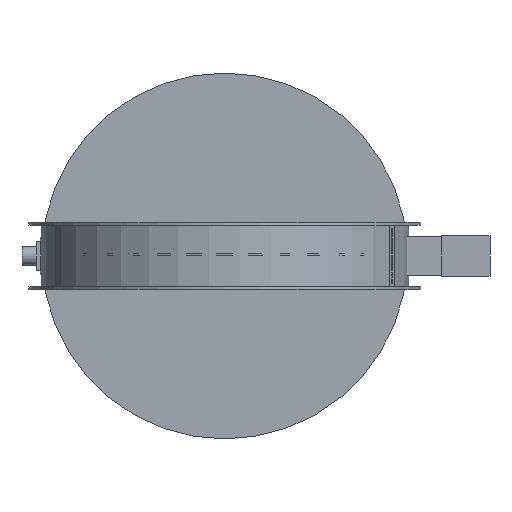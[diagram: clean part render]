
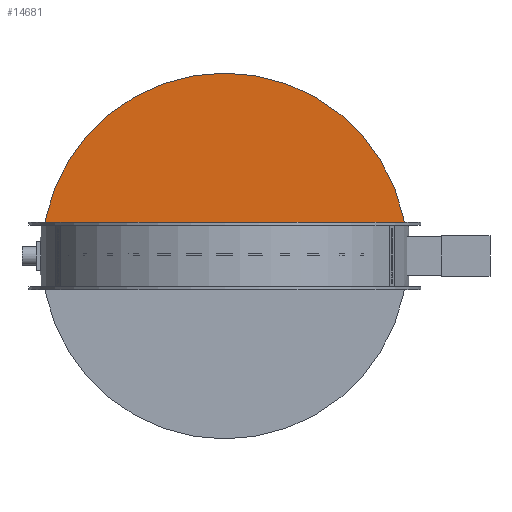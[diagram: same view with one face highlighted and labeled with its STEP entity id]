
A CAD part, front view. The second image highlights one B-rep face of the part: STEP entity #14681.
In plain terms, the highlighted planar face has unit normal (0, -1, 0).
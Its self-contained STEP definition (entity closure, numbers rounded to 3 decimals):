
#258=CIRCLE('',#15395,950.);
#1070=PLANE('',#15394);
#1686=FACE_OUTER_BOUND('',#2592,.T.);
#2592=EDGE_LOOP('',(#12495,#12496));
#4045=LINE('',#25127,#5438);
#5438=VECTOR('',#17905,10.);
#7140=VERTEX_POINT('',#25125);
#7141=VERTEX_POINT('',#25126);
#8981=EDGE_CURVE('',#7140,#7141,#4045,.T.);
#8982=EDGE_CURVE('',#7140,#7141,#258,.T.);
#12495=ORIENTED_EDGE('',*,*,#8981,.F.);
#12496=ORIENTED_EDGE('',*,*,#8982,.T.);
#14681=ADVANCED_FACE('',(#1686),#1070,.T.);
#15394=AXIS2_PLACEMENT_3D('',#25124,#17903,#17904);
#15395=AXIS2_PLACEMENT_3D('',#25128,#17906,#17907);
#17903=DIRECTION('center_axis',(0.,-1.,0.));
#17904=DIRECTION('ref_axis',(0.,0.,-1.));
#17905=DIRECTION('',(-1.,0.,0.));
#17906=DIRECTION('center_axis',(0.,-1.,0.));
#17907=DIRECTION('ref_axis',(1.,0.,0.));
#25124=CARTESIAN_POINT('Origin',(0.,-4.,0.));
#25125=CARTESIAN_POINT('',(949.363,-4.,34.771));
#25126=CARTESIAN_POINT('',(-949.363,-4.,34.771));
#25127=CARTESIAN_POINT('',(1244.,-4.,34.771));
#25128=CARTESIAN_POINT('Origin',(0.,-4.,0.));
